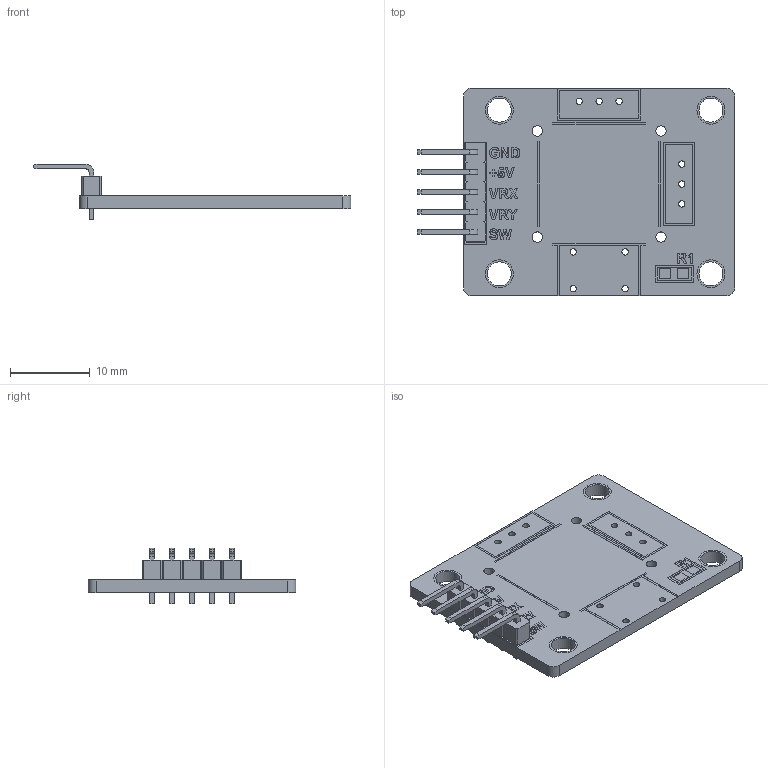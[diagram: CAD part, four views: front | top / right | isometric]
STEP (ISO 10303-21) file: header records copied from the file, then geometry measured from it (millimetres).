
FILE_DESCRIPTION(('FreeCAD Model'),'2;1');
FILE_NAME('Open CASCADE Shape Model','2023-03-02T21:36:29',(''),(''), 'Open CASCADE STEP processor 7.6','FreeCAD','Unknown');
FILE_SCHEMA(('AUTOMOTIVE_DESIGN { 1 0 10303 214 1 1 1 1 }'));
Length unit declared in the file: millimetre
Products named in the file (3): BaseBoard; PCB; 5x_Ang_Conn
Assembly tree (2 placements, depth 2):
  BaseBoard
    PCB
    5x_Ang_Conn
Bounding box: 39.8 x 26 x 7 mm (x, y, z)
Volume: 1442.7 mm3; surface area: 2299.5 mm2
Topology: 2 solids, 2 shells, 541 faces, 1451 edges, 964 vertices
Faces by surface type: plane 369, extrusion 127, cylinder 45
Full cylindrical faces by diameter (mm): 0.8 x10, 1 x5, 1.3 x4, 3 x8, 3.5 x4
Entity records: 17692 total; most frequent: CARTESIAN_POINT 3721, ORIENTED_EDGE 2902, DIRECTION 2244, EDGE_CURVE 1451, VECTOR 1238, LINE 1111, VERTEX_POINT 964, FACE_BOUND 637
